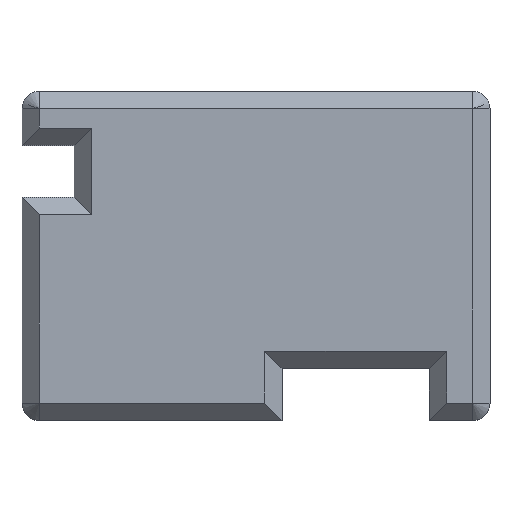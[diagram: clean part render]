
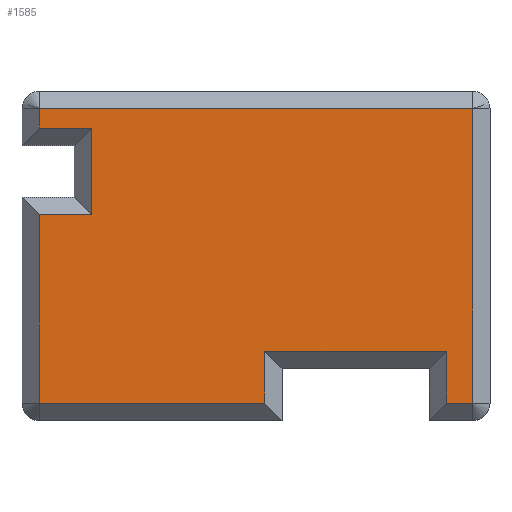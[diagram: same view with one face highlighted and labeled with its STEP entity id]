
A CAD part, top view. The second image highlights one B-rep face of the part: STEP entity #1585.
In plain terms, the highlighted planar face has unit normal (0, 0, 1).
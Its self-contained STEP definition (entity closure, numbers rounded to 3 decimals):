
#191=ORIENTED_EDGE('',*,*,#630,.T.);
#192=ORIENTED_EDGE('',*,*,#631,.T.);
#193=ORIENTED_EDGE('',*,*,#632,.T.);
#194=ORIENTED_EDGE('',*,*,#633,.T.);
#195=ORIENTED_EDGE('',*,*,#634,.T.);
#196=ORIENTED_EDGE('',*,*,#635,.T.);
#197=ORIENTED_EDGE('',*,*,#636,.T.);
#198=ORIENTED_EDGE('',*,*,#637,.T.);
#199=ORIENTED_EDGE('',*,*,#638,.T.);
#200=ORIENTED_EDGE('',*,*,#639,.T.);
#201=ORIENTED_EDGE('',*,*,#640,.T.);
#202=ORIENTED_EDGE('',*,*,#641,.T.);
#630=EDGE_CURVE('',#847,#848,#990,.T.);
#631=EDGE_CURVE('',#848,#849,#991,.T.);
#632=EDGE_CURVE('',#849,#850,#992,.T.);
#633=EDGE_CURVE('',#850,#851,#993,.T.);
#634=EDGE_CURVE('',#851,#852,#994,.T.);
#635=EDGE_CURVE('',#852,#853,#995,.T.);
#636=EDGE_CURVE('',#853,#854,#996,.T.);
#637=EDGE_CURVE('',#854,#855,#997,.T.);
#638=EDGE_CURVE('',#855,#856,#998,.T.);
#639=EDGE_CURVE('',#856,#857,#999,.T.);
#640=EDGE_CURVE('',#857,#858,#1000,.T.);
#641=EDGE_CURVE('',#858,#847,#1001,.T.);
#847=VERTEX_POINT('',#2464);
#848=VERTEX_POINT('',#2465);
#849=VERTEX_POINT('',#2467);
#850=VERTEX_POINT('',#2469);
#851=VERTEX_POINT('',#2471);
#852=VERTEX_POINT('',#2473);
#853=VERTEX_POINT('',#2475);
#854=VERTEX_POINT('',#2477);
#855=VERTEX_POINT('',#2479);
#856=VERTEX_POINT('',#2481);
#857=VERTEX_POINT('',#2483);
#858=VERTEX_POINT('',#2485);
#990=LINE('',#2463,#1180);
#991=LINE('',#2466,#1181);
#992=LINE('',#2468,#1182);
#993=LINE('',#2470,#1183);
#994=LINE('',#2472,#1184);
#995=LINE('',#2474,#1185);
#996=LINE('',#2476,#1186);
#997=LINE('',#2478,#1187);
#998=LINE('',#2480,#1188);
#999=LINE('',#2482,#1189);
#1000=LINE('',#2484,#1190);
#1001=LINE('',#2486,#1191);
#1180=VECTOR('',#1957,1000.);
#1181=VECTOR('',#1958,1000.);
#1182=VECTOR('',#1959,1000.);
#1183=VECTOR('',#1960,1000.);
#1184=VECTOR('',#1961,1000.);
#1185=VECTOR('',#1962,1000.);
#1186=VECTOR('',#1963,1000.);
#1187=VECTOR('',#1964,1000.);
#1188=VECTOR('',#1965,1000.);
#1189=VECTOR('',#1966,1000.);
#1190=VECTOR('',#1967,1000.);
#1191=VECTOR('',#1968,1000.);
#1313=EDGE_LOOP('',(#191,#192,#193,#194,#195,#196,#197,#198,#199,#200,#201,
#202));
#1416=FACE_BOUND('',#1313,.T.);
#1515=PLANE('',#1709);
#1585=ADVANCED_FACE('',(#1416),#1515,.T.);
#1709=AXIS2_PLACEMENT_3D('',#2462,#1955,#1956);
#1955=DIRECTION('',(0.,0.,1.));
#1956=DIRECTION('',(1.,0.,0.));
#1957=DIRECTION('',(-1.,0.,0.));
#1958=DIRECTION('',(0.,-1.,0.));
#1959=DIRECTION('',(1.,0.,0.));
#1960=DIRECTION('',(0.,1.,0.));
#1961=DIRECTION('',(1.,0.,0.));
#1962=DIRECTION('',(0.,-1.,0.));
#1963=DIRECTION('',(1.,0.,0.));
#1964=DIRECTION('',(0.,1.,0.));
#1965=DIRECTION('',(-1.,0.,0.));
#1966=DIRECTION('',(0.,-1.,0.));
#1967=DIRECTION('',(1.,0.,0.));
#1968=DIRECTION('',(0.,-1.,0.));
#2462=CARTESIAN_POINT('',(0.,0.,29.6));
#2463=CARTESIAN_POINT('',(-54.,9.5,29.6));
#2464=CARTESIAN_POINT('',(-38.,9.5,29.6));
#2465=CARTESIAN_POINT('',(-50.,9.5,29.6));
#2466=CARTESIAN_POINT('',(-50.,-34.,29.6));
#2467=CARTESIAN_POINT('',(-50.,-34.,29.6));
#2468=CARTESIAN_POINT('',(0.,-34.,29.6));
#2469=CARTESIAN_POINT('',(2.,-34.,29.6));
#2470=CARTESIAN_POINT('',(2.,0.,29.6));
#2471=CARTESIAN_POINT('',(2.,-22.,29.6));
#2472=CARTESIAN_POINT('',(0.,-22.,29.6));
#2473=CARTESIAN_POINT('',(44.,-22.,29.6));
#2474=CARTESIAN_POINT('',(44.,-38.,29.6));
#2475=CARTESIAN_POINT('',(44.,-34.,29.6));
#2476=CARTESIAN_POINT('',(0.,-34.,29.6));
#2477=CARTESIAN_POINT('',(50.,-34.,29.6));
#2478=CARTESIAN_POINT('',(50.,0.,29.6));
#2479=CARTESIAN_POINT('',(50.,34.,29.6));
#2480=CARTESIAN_POINT('',(-50.,34.,29.6));
#2481=CARTESIAN_POINT('',(-50.,34.,29.6));
#2482=CARTESIAN_POINT('',(-50.,25.5,29.6));
#2483=CARTESIAN_POINT('',(-50.,29.5,29.6));
#2484=CARTESIAN_POINT('',(0.,29.5,29.6));
#2485=CARTESIAN_POINT('',(-38.,29.5,29.6));
#2486=CARTESIAN_POINT('',(-38.,13.5,29.6));
